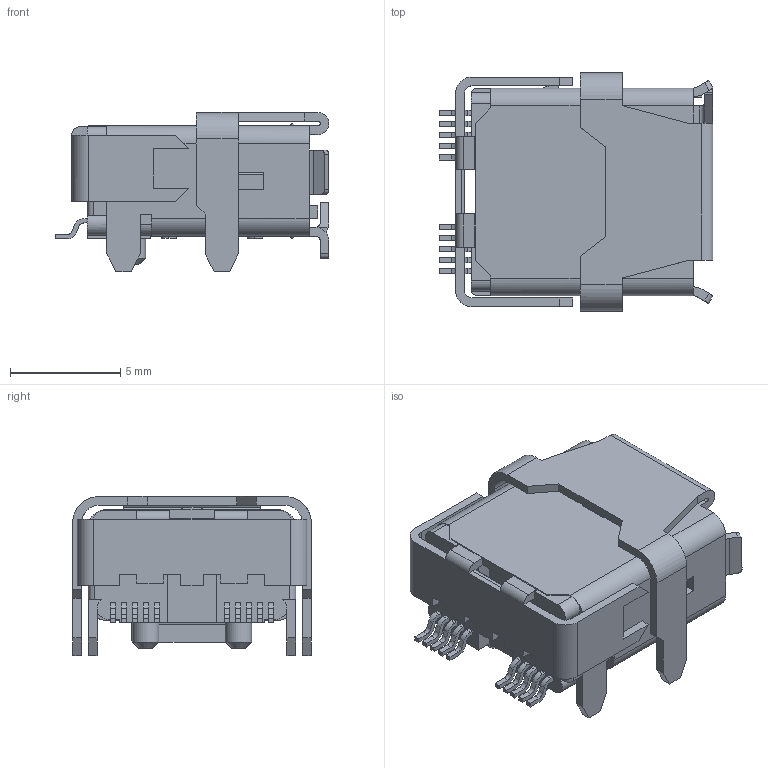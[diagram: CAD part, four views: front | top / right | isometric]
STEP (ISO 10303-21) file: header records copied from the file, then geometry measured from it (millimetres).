
FILE_DESCRIPTION(/* description */ (''),/* implementation_level */ '2;1');
FILE_NAME(/* name */ '100806957ugm000_d.stp',/* time_stamp */ '2022-05-03T07:52:02+02:00',/* author */ (''),/* organization */ (''),/* preprocessor_version */ 'ST-DEVELOPER v16.7',/* originating_system */ 'SIEMENS PLM Software NX 1911',/* authorisation */ '');
FILE_SCHEMA (('AUTOMOTIVE_DESIGN { 1 0 10303 214 3 1 1 1 }'));
Length unit declared in the file: millimetre
Products named in the file (1): 100806957ugm000_d
Bounding box: 12.4 x 10.8 x 7.2 mm (x, y, z)
Volume: 393.6 mm3; surface area: 920.4 mm2
Topology: 1 solids, 1 shells, 545 faces, 1600 edges, 1071 vertices
Faces by surface type: plane 399, cylinder 142, cone 4
Entity records: 22471 total; most frequent: CARTESIAN_POINT 5220, ORIENTED_EDGE 3200, DIRECTION 2216, EDGE_CURVE 1600, VERTEX_POINT 1070, LINE 778, VECTOR 778, AXIS2_PLACEMENT_3D 719
